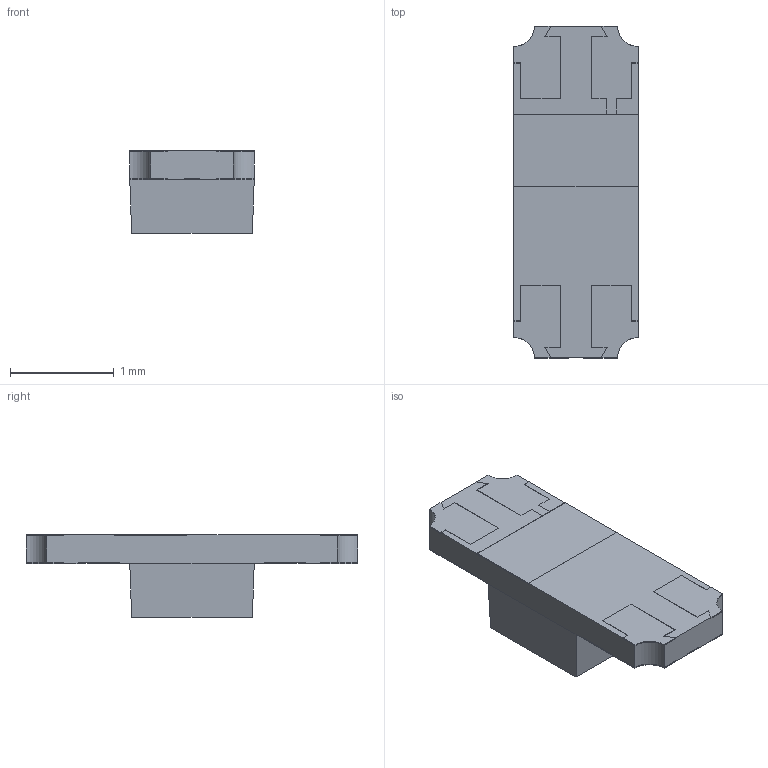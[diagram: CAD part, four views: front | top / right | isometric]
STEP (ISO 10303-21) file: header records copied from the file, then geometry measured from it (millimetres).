
FILE_DESCRIPTION( ( 'Unknown' ), '1' );
FILE_NAME( '156125M173000.stp', 'Unknown', ( 'Unknown' ), ( 'Unknown' ), 'PSStep 18.0.17', 'Unknown', ' ' );
FILE_SCHEMA( ( 'AUTOMOTIVE_DESIGN { 1 0 10303 214 1 1 1 1 }' ) );
Length unit declared in the file: millimetre
Products named in the file (12): Assem1; Body; Pins_top; Pins_Bottom
Assembly tree (11 placements, depth 2):
  Assem1
    Body
    Pins_top
    Pins_top
    Pins_top
    Pins_top
    Pins_top
    Pins_Bottom
    Pins_Bottom
    Pins_Bottom
    Pins_Bottom
    Pins_Bottom
Bounding box: 1.2 x 3.2 x 0.8 mm (x, y, z)
Volume: 1.8 mm3; surface area: 20.7 mm2
Topology: 11 solids, 14 shells, 319 faces, 845 edges, 554 vertices
Faces by surface type: plane 306, cylinder 13
Full cylindrical faces by diameter (mm): 0.1 x1
Entity records: 12404 total; most frequent: CARTESIAN_POINT 1729, ORIENTED_EDGE 1688, DIRECTION 1532, EDGE_CURVE 844, LINE 818, VECTOR 818, VERTEX_POINT 554, AXIS2_PLACEMENT_3D 357
